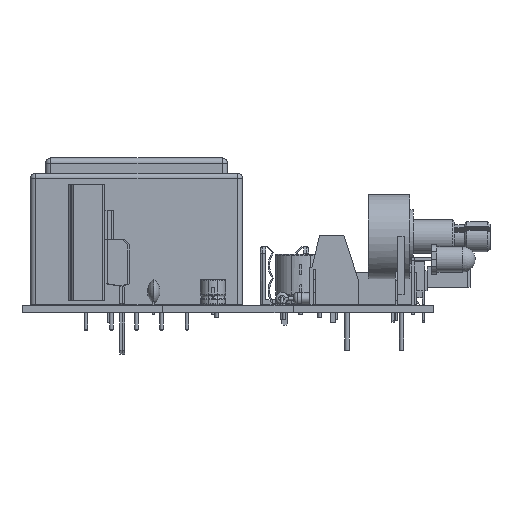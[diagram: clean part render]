
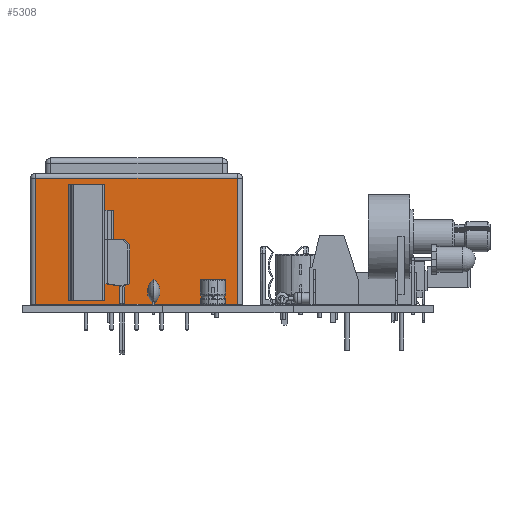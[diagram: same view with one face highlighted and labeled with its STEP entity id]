
A CAD part, left-side view. The second image highlights one B-rep face of the part: STEP entity #5308.
In plain terms, the highlighted face is planar.
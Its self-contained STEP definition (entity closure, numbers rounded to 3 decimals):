
#5052 = VERTEX_POINT('',#5053);
#5053 = CARTESIAN_POINT('',(-10.,30.,25.1));
#5062 = VERTEX_POINT('',#5063);
#5063 = CARTESIAN_POINT('',(30.,30.,25.1));
#5070 = EDGE_CURVE('',#5052,#5062,#5071,.T.);
#5071 = LINE('',#5072,#5073);
#5072 = CARTESIAN_POINT('',(-10.,30.,25.1));
#5073 = VECTOR('',#5074,1.);
#5074 = DIRECTION('',(1.,0.,0.));
#5308 = ADVANCED_FACE('',(#5309),#5334,.T.);
#5309 = FACE_BOUND('',#5310,.T.);
#5310 = EDGE_LOOP('',(#5311,#5319,#5327,#5333));
#5311 = ORIENTED_EDGE('',*,*,#5312,.F.);
#5312 = EDGE_CURVE('',#5313,#5062,#5315,.T.);
#5313 = VERTEX_POINT('',#5314);
#5314 = CARTESIAN_POINT('',(30.,30.,0.1));
#5315 = LINE('',#5316,#5317);
#5316 = CARTESIAN_POINT('',(30.,30.,0.1));
#5317 = VECTOR('',#5318,1.);
#5318 = DIRECTION('',(0.,0.,1.));
#5319 = ORIENTED_EDGE('',*,*,#5320,.F.);
#5320 = EDGE_CURVE('',#5321,#5313,#5323,.T.);
#5321 = VERTEX_POINT('',#5322);
#5322 = CARTESIAN_POINT('',(-10.,30.,0.1));
#5323 = LINE('',#5324,#5325);
#5324 = CARTESIAN_POINT('',(-11.,30.,0.1));
#5325 = VECTOR('',#5326,1.);
#5326 = DIRECTION('',(1.,0.,0.));
#5327 = ORIENTED_EDGE('',*,*,#5328,.T.);
#5328 = EDGE_CURVE('',#5321,#5052,#5329,.T.);
#5329 = LINE('',#5330,#5331);
#5330 = CARTESIAN_POINT('',(-10.,30.,0.1));
#5331 = VECTOR('',#5332,1.);
#5332 = DIRECTION('',(0.,0.,1.));
#5333 = ORIENTED_EDGE('',*,*,#5070,.T.);
#5334 = PLANE('',#5335);
#5335 = AXIS2_PLACEMENT_3D('',#5336,#5337,#5338);
#5336 = CARTESIAN_POINT('',(-11.,30.,0.1));
#5337 = DIRECTION('',(0.,1.,0.));
#5338 = DIRECTION('',(1.,0.,0.));
